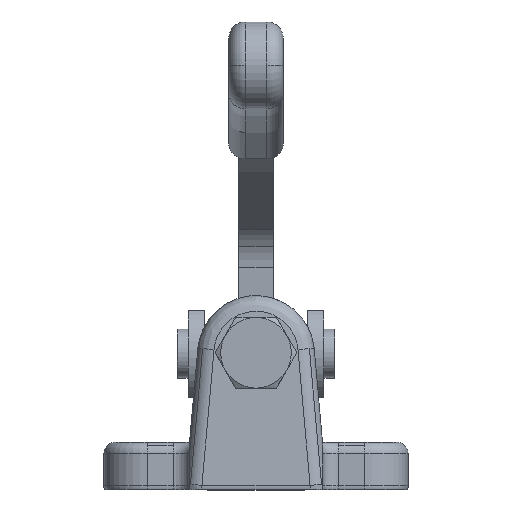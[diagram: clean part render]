
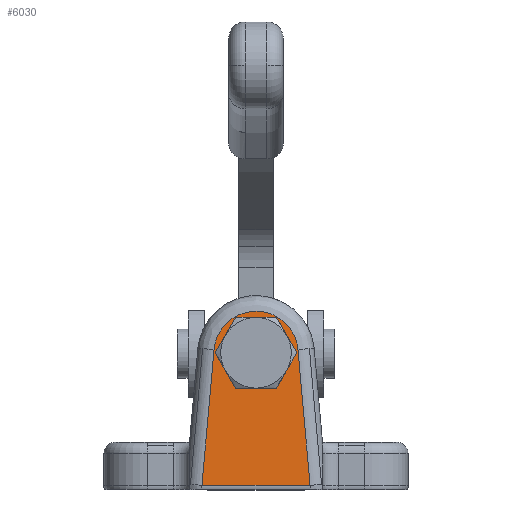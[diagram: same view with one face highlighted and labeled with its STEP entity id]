
A CAD part, top view. The second image highlights one B-rep face of the part: STEP entity #6030.
In plain terms, the highlighted planar face has unit normal (0, 0.045, 0.999).
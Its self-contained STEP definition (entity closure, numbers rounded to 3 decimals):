
#98=CARTESIAN_POINT('',(-9.902,27.756,100.77));
#99=VERTEX_POINT('',#98);
#107=CARTESIAN_POINT('',(-7.662,2.769,101.905));
#108=VERTEX_POINT('',#107);
#109=CARTESIAN_POINT('',(-9.902,27.756,100.77));
#110=DIRECTION('',(0.089,-0.995,0.045));
#111=VECTOR('',#110,25.113);
#112=LINE('',#109,#111);
#113=EDGE_CURVE('',#99,#108,#112,.T.);
#680=CARTESIAN_POINT('',(-27.581,2.769,101.905));
#681=VERTEX_POINT('',#680);
#689=CARTESIAN_POINT('',(-25.34,27.756,100.77));
#690=VERTEX_POINT('',#689);
#691=CARTESIAN_POINT('',(-27.581,2.769,101.905));
#692=DIRECTION('',(0.089,0.995,-0.045));
#693=VECTOR('',#692,25.113);
#694=LINE('',#691,#693);
#695=EDGE_CURVE('',#681,#690,#694,.T.);
#1152=CARTESIAN_POINT('',(-23.971,27.064,100.802));
#1153=VERTEX_POINT('',#1152);
#1169=CARTESIAN_POINT('',(-11.271,27.064,100.802));
#1170=VERTEX_POINT('',#1169);
#1177=CARTESIAN_POINT('',(-17.621,27.064,100.802));
#1178=DIRECTION('',(0.0,-0.045,-0.999));
#1179=DIRECTION('',(0.0,0.999,-0.045));
#1180=AXIS2_PLACEMENT_3D('',#1177,#1178,#1179);
#1181=ELLIPSE('',#1180,6.357,6.35);
#1182=EDGE_CURVE('',#1153,#1170,#1181,.T.);
#2750=CARTESIAN_POINT('',(-17.621,20.714,101.09));
#2751=VERTEX_POINT('',#2750);
#2752=CARTESIAN_POINT('',(-17.621,27.064,100.802));
#2753=DIRECTION('',(0.0,-0.045,-0.999));
#2754=DIRECTION('',(0.0,0.999,-0.045));
#2755=AXIS2_PLACEMENT_3D('',#2752,#2753,#2754);
#2756=ELLIPSE('',#2755,6.357,6.35);
#2757=EDGE_CURVE('',#2751,#1153,#2756,.T.);
#2759=CARTESIAN_POINT('',(-17.621,27.064,100.802));
#2760=DIRECTION('',(0.0,-0.045,-0.999));
#2761=DIRECTION('',(0.0,0.999,-0.045));
#2762=AXIS2_PLACEMENT_3D('',#2759,#2760,#2761);
#2763=ELLIPSE('',#2762,6.357,6.35);
#2764=EDGE_CURVE('',#1170,#2751,#2763,.T.);
#3789=CARTESIAN_POINT('',(-7.662,2.769,101.905));
#3790=DIRECTION('',(-1.0,0.0,0.0));
#3791=VECTOR('',#3790,19.919);
#3792=LINE('',#3789,#3791);
#3793=EDGE_CURVE('',#108,#681,#3792,.T.);
#5957=CARTESIAN_POINT('',(-17.621,27.064,100.802));
#5958=DIRECTION('',(0.,-0.045,-0.999));
#5959=DIRECTION('',(0.,0.999,-0.045));
#5960=AXIS2_PLACEMENT_3D('',#5957,#5958,#5959);
#5961=ELLIPSE('',#5960,7.758,7.75);
#5962=EDGE_CURVE('',#690,#99,#5961,.T.);
#6014=CARTESIAN_POINT('',(-45.621,37.678,100.32));
#6015=DIRECTION('',(0.0,-0.045,-0.999));
#6016=DIRECTION('',(-1.0,0.0,0.0));
#6017=AXIS2_PLACEMENT_3D('',#6014,#6015,#6016);
#6018=PLANE('',#6017);
#6019=ORIENTED_EDGE('',*,*,#3793,.F.);
#6020=ORIENTED_EDGE('',*,*,#113,.F.);
#6021=ORIENTED_EDGE('',*,*,#5962,.F.);
#6022=ORIENTED_EDGE('',*,*,#695,.F.);
#6023=EDGE_LOOP('',(#6019,#6020,#6021,#6022));
#6024=FACE_OUTER_BOUND('',#6023,.T.);
#6025=ORIENTED_EDGE('',*,*,#2757,.T.);
#6026=ORIENTED_EDGE('',*,*,#1182,.T.);
#6027=ORIENTED_EDGE('',*,*,#2764,.T.);
#6028=EDGE_LOOP('',(#6025,#6026,#6027));
#6029=FACE_BOUND('',#6028,.T.);
#6030=ADVANCED_FACE('',(#6024,#6029),#6018,.F.);
